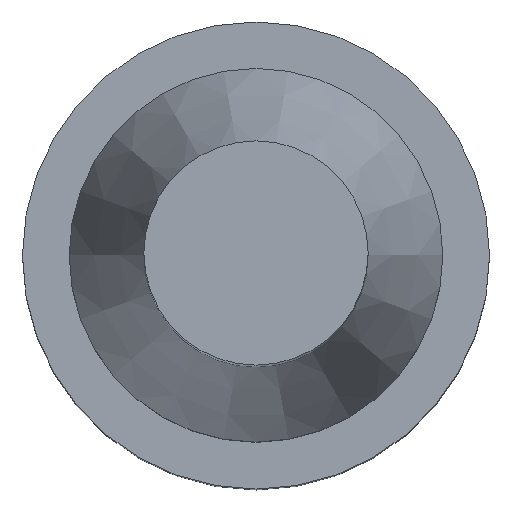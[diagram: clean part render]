
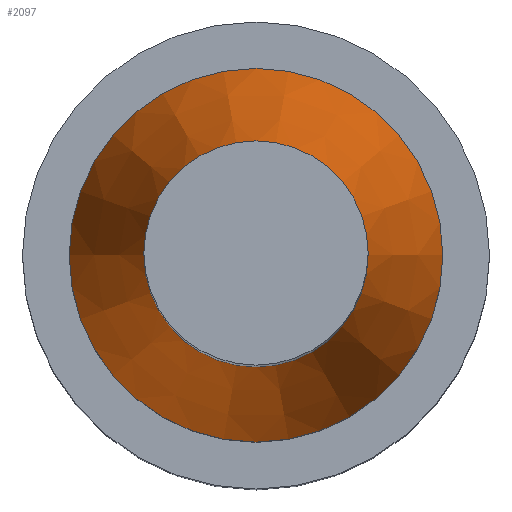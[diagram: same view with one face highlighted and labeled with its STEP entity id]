
A CAD part, top view. The second image highlights one B-rep face of the part: STEP entity #2097.
In plain terms, the highlighted conical face has half-angle 14.931 degrees and reference radius 10 mm.
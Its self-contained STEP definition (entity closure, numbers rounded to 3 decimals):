
#12=CONICAL_SURFACE($,#2181,10.,14.931);
#33=CIRCLE($,#2179,6.);
#34=CIRCLE($,#2182,10.);
#55=FACE_BOUND($,#427,.T.);
#298=FACE_OUTER_BOUND($,#426,.T.);
#426=EDGE_LOOP($,(#1825));
#427=EDGE_LOOP($,(#1826));
#983=VERTEX_POINT($,#3686);
#984=VERTEX_POINT($,#3690);
#1266=EDGE_CURVE($,#983,#983,#33,.T.);
#1267=EDGE_CURVE($,#984,#984,#34,.T.);
#1825=ORIENTED_EDGE($,*,*,#1267,.F.);
#1826=ORIENTED_EDGE($,*,*,#1266,.T.);
#2097=ADVANCED_FACE($,(#298,#55),#12,.T.);
#2179=AXIS2_PLACEMENT_3D($,#3687,#2518,#2519);
#2181=AXIS2_PLACEMENT_3D($,#3689,#2522,#2523);
#2182=AXIS2_PLACEMENT_3D($,#3691,#2524,#2525);
#2518=DIRECTION('center_axis',(0.,0.,-1.));
#2519=DIRECTION('ref_axis',(-1.,0.,0.));
#2522=DIRECTION('center_axis',(0.,0.,-1.));
#2523=DIRECTION('ref_axis',(1.,0.,0.));
#2524=DIRECTION('center_axis',(0.,0.,-1.));
#2525=DIRECTION('ref_axis',(-1.,0.,0.));
#3686=CARTESIAN_POINT('',(-6.,0.,51.));
#3687=CARTESIAN_POINT('Origin',(0.,0.,51.));
#3689=CARTESIAN_POINT('Origin',(0.,0.,36.));
#3690=CARTESIAN_POINT('',(10.,0.,36.));
#3691=CARTESIAN_POINT('Origin',(0.,0.,36.));
